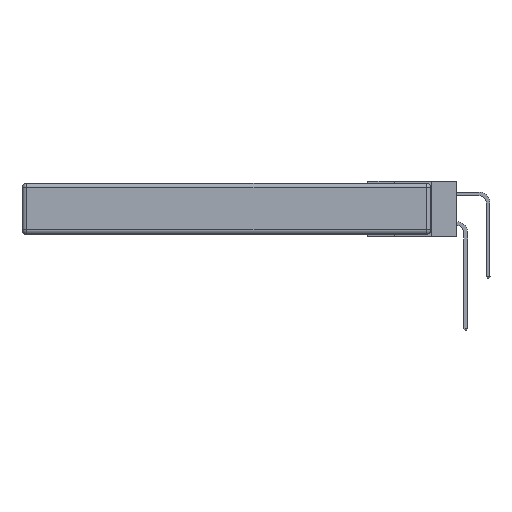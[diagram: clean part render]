
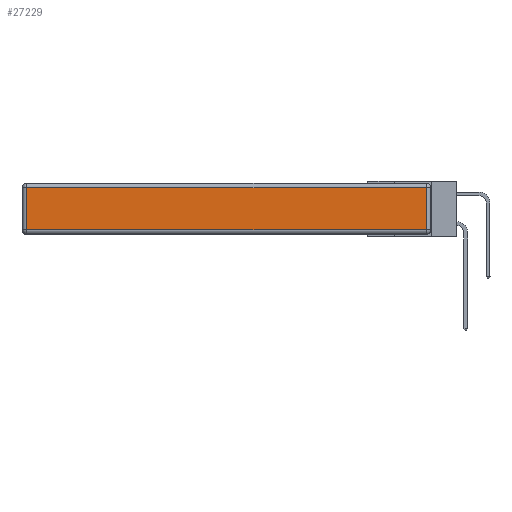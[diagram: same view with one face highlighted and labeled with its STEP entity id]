
A CAD part, left-side view. The second image highlights one B-rep face of the part: STEP entity #27229.
In plain terms, the highlighted planar face has unit normal (-1, 0, 0).
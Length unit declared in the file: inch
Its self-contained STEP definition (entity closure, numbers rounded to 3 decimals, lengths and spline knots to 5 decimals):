
#2178 = LINE ( 'NONE', #5267, #13647 ) ;
#2468 = VERTEX_POINT ( 'NONE', #22897 ) ;
#2788 = VERTEX_POINT ( 'NONE', #17292 ) ;
#3047 = VERTEX_POINT ( 'NONE', #4975 ) ;
#3488 = CARTESIAN_POINT ( 'NONE',  ( 0., 2.75, -0.03 ) ) ;
#4975 = CARTESIAN_POINT ( 'NONE',  ( 0., 0.03, -0.03 ) ) ;
#5267 = CARTESIAN_POINT ( 'NONE',  ( 0., 0.03, -0.343 ) ) ;
#6066 = DIRECTION ( 'NONE',  ( 0., 0., -1. ) ) ;
#6246 = CARTESIAN_POINT ( 'NONE',  ( 0., 2.72, -0.343 ) ) ;
#7336 = DIRECTION ( 'NONE',  ( 0., 0., 1. ) ) ;
#8399 = LINE ( 'NONE', #20258, #12016 ) ;
#8963 = LINE ( 'NONE', #6246, #26816 ) ;
#9258 = ORIENTED_EDGE ( 'NONE', *, *, #20098, .T. ) ;
#9993 = AXIS2_PLACEMENT_3D ( 'NONE', #14175, #14372, #7336 ) ;
#10911 = VECTOR ( 'NONE', #14916, 39.37008 ) ;
#11741 = VERTEX_POINT ( 'NONE', #28345 ) ;
#12016 = VECTOR ( 'NONE', #17848, 39.37008 ) ;
#12028 = EDGE_CURVE ( 'NONE', #11741, #2788, #8963, .T. ) ;
#13647 = VECTOR ( 'NONE', #21260, 39.37008 ) ;
#14175 = CARTESIAN_POINT ( 'NONE',  ( 0., 0., -0.343 ) ) ;
#14372 = DIRECTION ( 'NONE',  ( -1., 0., 0. ) ) ;
#14916 = DIRECTION ( 'NONE',  ( 0., 1., 0. ) ) ;
#15575 = LINE ( 'NONE', #3488, #10911 ) ;
#15843 = ORIENTED_EDGE ( 'NONE', *, *, #28042, .T. ) ;
#17292 = CARTESIAN_POINT ( 'NONE',  ( 0., 2.72, -0.313 ) ) ;
#17848 = DIRECTION ( 'NONE',  ( 0., -1., 0. ) ) ;
#18536 = ORIENTED_EDGE ( 'NONE', *, *, #28290, .T. ) ;
#20098 = EDGE_CURVE ( 'NONE', #2468, #3047, #2178, .T. ) ;
#20258 = CARTESIAN_POINT ( 'NONE',  ( 0., 0., -0.313 ) ) ;
#20540 = EDGE_LOOP ( 'NONE', ( #18536, #9258, #15843, #29348 ) ) ;
#21260 = DIRECTION ( 'NONE',  ( 0., 0., 1. ) ) ;
#22028 = FACE_OUTER_BOUND ( 'NONE', #20540, .T. ) ;
#22897 = CARTESIAN_POINT ( 'NONE',  ( 0., 0.03, -0.313 ) ) ;
#26816 = VECTOR ( 'NONE', #6066, 39.37008 ) ;
#27229 = ADVANCED_FACE ( 'NONE', ( #22028 ), #27788, .T. ) ;
#27788 = PLANE ( 'NONE',  #9993 ) ;
#28042 = EDGE_CURVE ( 'NONE', #3047, #11741, #15575, .T. ) ;
#28290 = EDGE_CURVE ( 'NONE', #2788, #2468, #8399, .T. ) ;
#28345 = CARTESIAN_POINT ( 'NONE',  ( 0., 2.72, -0.03 ) ) ;
#29348 = ORIENTED_EDGE ( 'NONE', *, *, #12028, .T. ) ;
